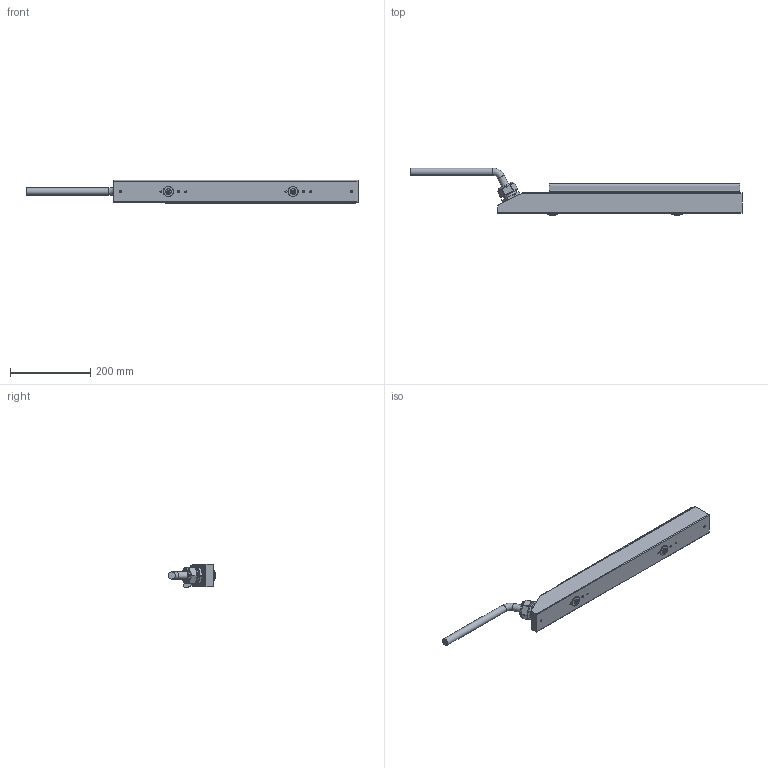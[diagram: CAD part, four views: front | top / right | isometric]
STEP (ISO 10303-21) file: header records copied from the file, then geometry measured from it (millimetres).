
FILE_DESCRIPTION (( 'STEP AP203' ), '1' );
FILE_NAME ('244444.STEP', '2023-01-19T17:35:15', ( '' ), ( '' ), 'SwSTEP 2.0', 'SolidWorks 2022', '' );
FILE_SCHEMA (( 'CONFIG_CONTROL_DESIGN' ));
Length unit declared in the file: millimetre
Products named in the file (8): 1_24"; PDU_Whip_Assy_07A03; PDU_button; GLAND_ALL_CONFIGS; RDC29NR; 244444; PDU_whip_cord_10-4, 3Ft; self_tapping_sheet_metal_screw_6x375
Assembly tree (9 placements, depth 3):
  244444
    1_24"
    PDU_Whip_Assy_07A03
      PDU_whip_cord_10-4, 3Ft
    GLAND_ALL_CONFIGS
      RDC29NR
    PDU_button  x2
    self_tapping_sheet_metal_screw_6x375  x2
Bounding box: 828.74 x 119.53 x 57.66 mm (x, y, z)
Volume: 2112674.5 mm3; surface area: 191943 mm2
Topology: 9 solids, 9 shells, 410 faces, 953 edges, 577 vertices
Faces by surface type: plane 159, cylinder 95, bspline 85, torus 58, cone 13
Full cylindrical faces by diameter (mm): 3.048 x6, 3.75 x2, 7.5 x2, 11.836 x2, 14.275 x2, 18.161 x2, 19.8 x1, 25.4 x2, 25.5 x1, 26 x1, 32.639 x1, 32.839 x1, 35.2 x1, 35.4 x1, 37.7 x1, 40.5 x1, 46.2 x1, 47.5 x1
Entity records: 13162 total; most frequent: CARTESIAN_POINT 4565, ORIENTED_EDGE 1606, DIRECTION 1536, EDGE_CURVE 803, AXIS2_PLACEMENT_3D 615, VERTEX_POINT 514, EDGE_LOOP 443, FACE_OUTER_BOUND 403
